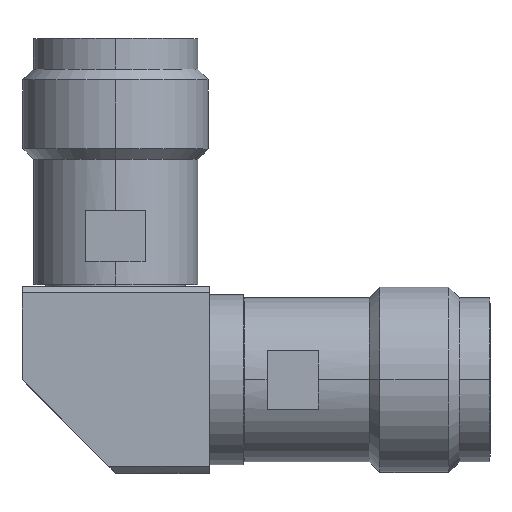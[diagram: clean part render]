
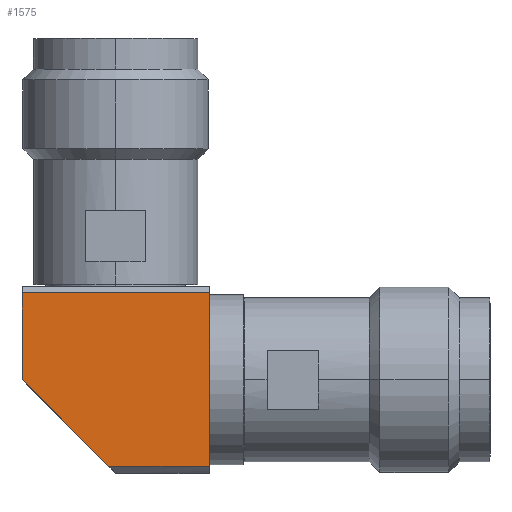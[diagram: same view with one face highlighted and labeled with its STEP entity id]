
A CAD part, top view. The second image highlights one B-rep face of the part: STEP entity #1575.
In plain terms, the highlighted planar face has unit normal (0, 0, 1).
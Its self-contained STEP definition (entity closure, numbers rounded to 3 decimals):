
#12 = VERTEX_POINT ( 'NONE', #182 ) ;
#36 = FACE_OUTER_BOUND ( 'NONE', #1774, .T. ) ;
#38 = DIRECTION ( 'NONE',  ( 0.707, -0.707, 0. ) ) ;
#136 = VECTOR ( 'NONE', #1600, 1000. ) ;
#138 = VECTOR ( 'NONE', #946, 1000. ) ;
#182 = CARTESIAN_POINT ( 'NONE',  ( 5.5, 5.099, 5.5 ) ) ;
#190 = DIRECTION ( 'NONE',  ( 0., 0., 1. ) ) ;
#259 = EDGE_CURVE ( 'NONE', #1030, #781, #748, .T. ) ;
#284 = ORIENTED_EDGE ( 'NONE', *, *, #1634, .F. ) ;
#290 = CARTESIAN_POINT ( 'NONE',  ( -5.5, 0., 5.5 ) ) ;
#299 = DIRECTION ( 'NONE',  ( 0., 1., 0. ) ) ;
#352 = VERTEX_POINT ( 'NONE', #1354 ) ;
#467 = PLANE ( 'NONE',  #514 ) ;
#479 = CARTESIAN_POINT ( 'NONE',  ( -5.5, 0., 5.5 ) ) ;
#514 = AXIS2_PLACEMENT_3D ( 'NONE', #924, #190, #1496 ) ;
#518 = VECTOR ( 'NONE', #38, 1000. ) ;
#594 = EDGE_CURVE ( 'NONE', #781, #12, #1004, .T. ) ;
#615 = LINE ( 'NONE', #1196, #1367 ) ;
#748 = LINE ( 'NONE', #1246, #1371 ) ;
#781 = VERTEX_POINT ( 'NONE', #782 ) ;
#782 = CARTESIAN_POINT ( 'NONE',  ( -5.5, 5.099, 5.5 ) ) ;
#823 = EDGE_CURVE ( 'NONE', #1865, #352, #1572, .T. ) ;
#924 = CARTESIAN_POINT ( 'NONE',  ( 0., 0., 5.5 ) ) ;
#946 = DIRECTION ( 'NONE',  ( 1., 0., 0. ) ) ;
#954 = ORIENTED_EDGE ( 'NONE', *, *, #1079, .T. ) ;
#957 = ORIENTED_EDGE ( 'NONE', *, *, #259, .F. ) ;
#1004 = LINE ( 'NONE', #1175, #136 ) ;
#1030 = VERTEX_POINT ( 'NONE', #290 ) ;
#1079 = EDGE_CURVE ( 'NONE', #1030, #1865, #1631, .T. ) ;
#1111 = CARTESIAN_POINT ( 'NONE',  ( 0., -5.099, 5.5 ) ) ;
#1157 = CARTESIAN_POINT ( 'NONE',  ( -0.401, -5.099, 5.5 ) ) ;
#1175 = CARTESIAN_POINT ( 'NONE',  ( -5.5, 5.099, 5.5 ) ) ;
#1196 = CARTESIAN_POINT ( 'NONE',  ( 5.5, -5.5, 5.5 ) ) ;
#1246 = CARTESIAN_POINT ( 'NONE',  ( -5.5, 5.5, 5.5 ) ) ;
#1354 = CARTESIAN_POINT ( 'NONE',  ( 5.5, -5.099, 5.5 ) ) ;
#1367 = VECTOR ( 'NONE', #1768, 1000. ) ;
#1371 = VECTOR ( 'NONE', #299, 1000. ) ;
#1496 = DIRECTION ( 'NONE',  ( 1., 0., 0. ) ) ;
#1572 = LINE ( 'NONE', #1111, #138 ) ;
#1575 = ADVANCED_FACE ( 'NONE', ( #36 ), #467, .T. ) ;
#1600 = DIRECTION ( 'NONE',  ( 1., 0., 0. ) ) ;
#1611 = ORIENTED_EDGE ( 'NONE', *, *, #594, .F. ) ;
#1631 = LINE ( 'NONE', #479, #518 ) ;
#1634 = EDGE_CURVE ( 'NONE', #12, #352, #615, .T. ) ;
#1652 = ORIENTED_EDGE ( 'NONE', *, *, #823, .T. ) ;
#1768 = DIRECTION ( 'NONE',  ( 0., -1., 0. ) ) ;
#1774 = EDGE_LOOP ( 'NONE', ( #954, #1652, #284, #1611, #957 ) ) ;
#1865 = VERTEX_POINT ( 'NONE', #1157 ) ;
